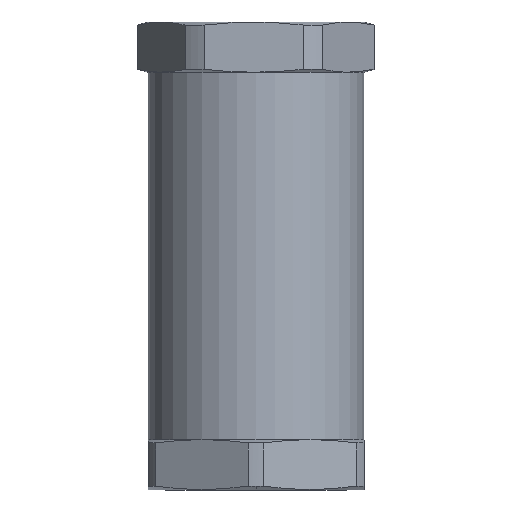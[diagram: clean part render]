
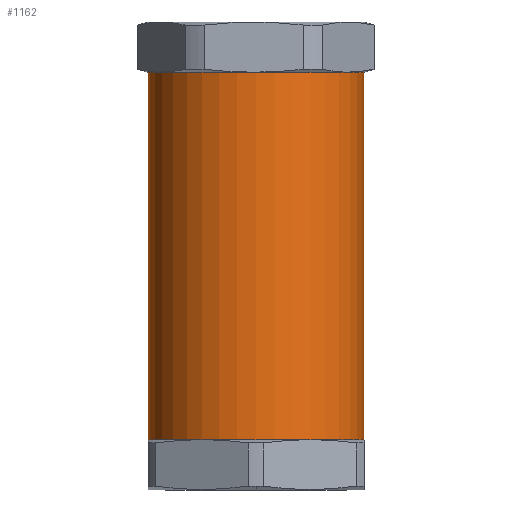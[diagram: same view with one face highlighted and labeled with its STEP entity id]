
A CAD part, front view. The second image highlights one B-rep face of the part: STEP entity #1162.
In plain terms, the highlighted cylindrical face has radius 15 mm (diameter 30 mm), a partial arc.
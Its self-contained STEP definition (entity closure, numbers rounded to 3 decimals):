
#3 = VERTEX_POINT ( 'NONE', #1131 ) ;
#27 = CARTESIAN_POINT ( 'NONE',  ( 0., 0., -51. ) ) ;
#197 = EDGE_CURVE ( 'NONE', #3, #1558, #281, .T. ) ;
#281 = CIRCLE ( 'NONE', #2276, 15. ) ;
#481 = EDGE_CURVE ( 'NONE', #1435, #2299, #1740, .T. ) ;
#555 = ORIENTED_EDGE ( 'NONE', *, *, #934, .F. ) ;
#696 = EDGE_CURVE ( 'NONE', #2831, #1558, #1389, .T. ) ;
#763 = VERTEX_POINT ( 'NONE', #2860 ) ;
#766 = DIRECTION ( 'NONE',  ( 0., 0., 1. ) ) ;
#934 = EDGE_CURVE ( 'NONE', #2831, #763, #1799, .T. ) ;
#1077 = CARTESIAN_POINT ( 'NONE',  ( 15., 0., 0. ) ) ;
#1085 = DIRECTION ( 'NONE',  ( 1., 0., 0. ) ) ;
#1111 = DIRECTION ( 'NONE',  ( -1., 0., 0. ) ) ;
#1131 = CARTESIAN_POINT ( 'NONE',  ( -15., 0., 0. ) ) ;
#1162 = ADVANCED_FACE ( 'NONE', ( #1471 ), #2362, .T. ) ;
#1274 = ORIENTED_EDGE ( 'NONE', *, *, #696, .T. ) ;
#1375 = VECTOR ( 'NONE', #1581, 1000. ) ;
#1389 = LINE ( 'NONE', #1077, #1569 ) ;
#1395 = DIRECTION ( 'NONE',  ( 0., 0., 1. ) ) ;
#1433 = DIRECTION ( 'NONE',  ( 0., 0., -1. ) ) ;
#1435 = VERTEX_POINT ( 'NONE', #2092 ) ;
#1471 = FACE_OUTER_BOUND ( 'NONE', #2342, .T. ) ;
#1476 = EDGE_CURVE ( 'NONE', #763, #1435, #2547, .T. ) ;
#1480 = AXIS2_PLACEMENT_3D ( 'NONE', #27, #2875, #2546 ) ;
#1558 = VERTEX_POINT ( 'NONE', #2648 ) ;
#1569 = VECTOR ( 'NONE', #766, 1000. ) ;
#1581 = DIRECTION ( 'NONE',  ( 0., 0., 1. ) ) ;
#1731 = CARTESIAN_POINT ( 'NONE',  ( 0., 0., 0. ) ) ;
#1740 = CIRCLE ( 'NONE', #2478, 15. ) ;
#1799 = CIRCLE ( 'NONE', #2344, 15. ) ;
#1931 = CARTESIAN_POINT ( 'NONE',  ( -15., 0., 0. ) ) ;
#2092 = CARTESIAN_POINT ( 'NONE',  ( -7.5, -12.99, -51. ) ) ;
#2152 = ORIENTED_EDGE ( 'NONE', *, *, #481, .F. ) ;
#2175 = DIRECTION ( 'NONE',  ( 1., 0., 0. ) ) ;
#2214 = CARTESIAN_POINT ( 'NONE',  ( 15., 0., -51. ) ) ;
#2241 = CARTESIAN_POINT ( 'NONE',  ( 0., 0., -51. ) ) ;
#2248 = LINE ( 'NONE', #1931, #1375 ) ;
#2276 = AXIS2_PLACEMENT_3D ( 'NONE', #1731, #1395, #1085 ) ;
#2290 = AXIS2_PLACEMENT_3D ( 'NONE', #2842, #2509, #2175 ) ;
#2299 = VERTEX_POINT ( 'NONE', #2564 ) ;
#2342 = EDGE_LOOP ( 'NONE', ( #3178, #2152, #2433, #555, #1274, #2900 ) ) ;
#2344 = AXIS2_PLACEMENT_3D ( 'NONE', #3037, #2712, #2358 ) ;
#2358 = DIRECTION ( 'NONE',  ( -1., 0., 0. ) ) ;
#2362 = CYLINDRICAL_SURFACE ( 'NONE', #2290, 15. ) ;
#2433 = ORIENTED_EDGE ( 'NONE', *, *, #1476, .F. ) ;
#2478 = AXIS2_PLACEMENT_3D ( 'NONE', #2241, #1433, #1111 ) ;
#2509 = DIRECTION ( 'NONE',  ( 0., 0., 1. ) ) ;
#2546 = DIRECTION ( 'NONE',  ( -1., 0., 0. ) ) ;
#2547 = CIRCLE ( 'NONE', #1480, 15. ) ;
#2564 = CARTESIAN_POINT ( 'NONE',  ( -15., 0., -51. ) ) ;
#2648 = CARTESIAN_POINT ( 'NONE',  ( 15., 0., 0. ) ) ;
#2712 = DIRECTION ( 'NONE',  ( 0., 0., -1. ) ) ;
#2831 = VERTEX_POINT ( 'NONE', #2214 ) ;
#2842 = CARTESIAN_POINT ( 'NONE',  ( 0., 0., 0. ) ) ;
#2860 = CARTESIAN_POINT ( 'NONE',  ( 7.5, -12.99, -51. ) ) ;
#2875 = DIRECTION ( 'NONE',  ( 0., 0., -1. ) ) ;
#2900 = ORIENTED_EDGE ( 'NONE', *, *, #197, .F. ) ;
#2987 = EDGE_CURVE ( 'NONE', #2299, #3, #2248, .T. ) ;
#3037 = CARTESIAN_POINT ( 'NONE',  ( 0., 0., -51. ) ) ;
#3178 = ORIENTED_EDGE ( 'NONE', *, *, #2987, .F. ) ;
